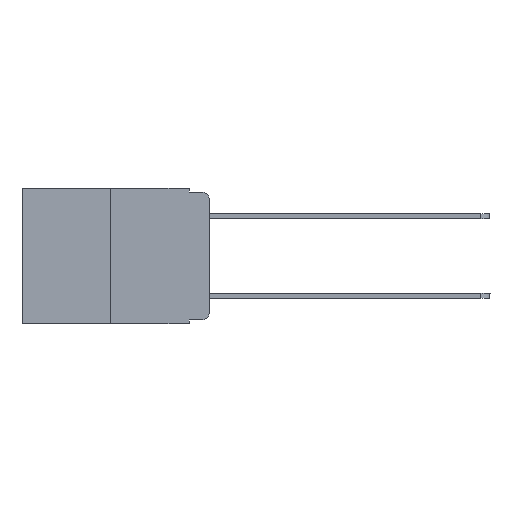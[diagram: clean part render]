
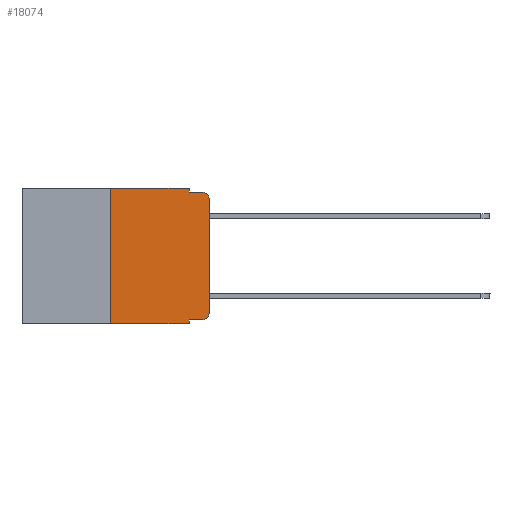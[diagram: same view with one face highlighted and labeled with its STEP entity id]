
A CAD part, left-side view. The second image highlights one B-rep face of the part: STEP entity #18074.
In plain terms, the highlighted planar face has unit normal (-1, 0, 0).
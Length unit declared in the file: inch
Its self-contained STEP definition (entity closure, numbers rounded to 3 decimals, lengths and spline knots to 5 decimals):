
#238 = CARTESIAN_POINT ( 'NONE',  ( 0., 0.051, -0.01 ) ) ;
#280 = EDGE_CURVE ( 'NONE', #11596, #7854, #14230, .T. ) ;
#477 = VECTOR ( 'NONE', #3005, 39.37008 ) ;
#527 = DIRECTION ( 'NONE',  ( 0., 0., -1. ) ) ;
#1281 = CARTESIAN_POINT ( 'NONE',  ( 0., 0.051, -0.333 ) ) ;
#1304 = ORIENTED_EDGE ( 'NONE', *, *, #21224, .F. ) ;
#1681 = ORIENTED_EDGE ( 'NONE', *, *, #9361, .T. ) ;
#1855 = CARTESIAN_POINT ( 'NONE',  ( 0., 0.473, -0.343 ) ) ;
#1960 = LINE ( 'NONE', #1855, #21227 ) ;
#2055 = DIRECTION ( 'NONE',  ( 0., -1., 0. ) ) ;
#2061 = CIRCLE ( 'NONE', #18378, 0.02 ) ;
#2235 = DIRECTION ( 'NONE',  ( 0., 0., -1. ) ) ;
#2416 = CARTESIAN_POINT ( 'NONE',  ( 0., 0.25, 0. ) ) ;
#2762 = LINE ( 'NONE', #1281, #17699 ) ;
#3005 = DIRECTION ( 'NONE',  ( 0., -1., 0. ) ) ;
#3251 = CARTESIAN_POINT ( 'NONE',  ( 0., 0., -0.03 ) ) ;
#4050 = FACE_OUTER_BOUND ( 'NONE', #13959, .T. ) ;
#4367 = LINE ( 'NONE', #18557, #477 ) ;
#4419 = VERTEX_POINT ( 'NONE', #5178 ) ;
#4503 = LINE ( 'NONE', #9723, #11161 ) ;
#4958 = ORIENTED_EDGE ( 'NONE', *, *, #280, .F. ) ;
#5178 = CARTESIAN_POINT ( 'NONE',  ( 0., 0.051, 0. ) ) ;
#5247 = VECTOR ( 'NONE', #14672, 39.37008 ) ;
#5556 = EDGE_CURVE ( 'NONE', #15148, #18895, #2061, .T. ) ;
#6009 = EDGE_CURVE ( 'NONE', #11596, #8426, #1960, .T. ) ;
#6453 = DIRECTION ( 'NONE',  ( -1., 0., 0. ) ) ;
#6893 = VECTOR ( 'NONE', #7451, 39.37008 ) ;
#7116 = LINE ( 'NONE', #9156, #6893 ) ;
#7451 = DIRECTION ( 'NONE',  ( 0., 0., -1. ) ) ;
#7743 = EDGE_CURVE ( 'NONE', #7854, #4419, #4367, .T. ) ;
#7854 = VERTEX_POINT ( 'NONE', #17184 ) ;
#8358 = DIRECTION ( 'NONE',  ( 0., 0., -1. ) ) ;
#8426 = VERTEX_POINT ( 'NONE', #21906 ) ;
#8918 = ORIENTED_EDGE ( 'NONE', *, *, #11280, .T. ) ;
#9156 = CARTESIAN_POINT ( 'NONE',  ( 0., 0.051, 0. ) ) ;
#9361 = EDGE_CURVE ( 'NONE', #17742, #15148, #15013, .T. ) ;
#9417 = CARTESIAN_POINT ( 'NONE',  ( 0., 0.051, -0.333 ) ) ;
#9658 = CARTESIAN_POINT ( 'NONE',  ( 0., 0.25, -0.343 ) ) ;
#9703 = ORIENTED_EDGE ( 'NONE', *, *, #7743, .F. ) ;
#9723 = CARTESIAN_POINT ( 'NONE',  ( 0., 0.051, 0. ) ) ;
#9868 = CARTESIAN_POINT ( 'NONE',  ( 0., 0.02, -0.01 ) ) ;
#10086 = DIRECTION ( 'NONE',  ( -1., 0., 0. ) ) ;
#10170 = AXIS2_PLACEMENT_3D ( 'NONE', #18718, #10086, #527 ) ;
#11161 = VECTOR ( 'NONE', #8358, 39.37008 ) ;
#11280 = EDGE_CURVE ( 'NONE', #18851, #14014, #2762, .T. ) ;
#11596 = VERTEX_POINT ( 'NONE', #9658 ) ;
#12168 = LINE ( 'NONE', #238, #15297 ) ;
#13197 = CARTESIAN_POINT ( 'NONE',  ( 0., 0., 0. ) ) ;
#13539 = CARTESIAN_POINT ( 'NONE',  ( 0., 0.051, -0.01 ) ) ;
#13730 = ORIENTED_EDGE ( 'NONE', *, *, #18105, .F. ) ;
#13795 = AXIS2_PLACEMENT_3D ( 'NONE', #17449, #21312, #2235 ) ;
#13959 = EDGE_LOOP ( 'NONE', ( #1681, #17331, #1304, #15541, #9703, #4958, #15368, #13730, #8918, #14442 ) ) ;
#14014 = VERTEX_POINT ( 'NONE', #15177 ) ;
#14230 = LINE ( 'NONE', #2416, #16871 ) ;
#14442 = ORIENTED_EDGE ( 'NONE', *, *, #18054, .T. ) ;
#14514 = CIRCLE ( 'NONE', #10170, 0.02 ) ;
#14672 = DIRECTION ( 'NONE',  ( 0., 0., 1. ) ) ;
#15013 = LINE ( 'NONE', #13197, #5247 ) ;
#15146 = EDGE_CURVE ( 'NONE', #4419, #19705, #4503, .T. ) ;
#15148 = VERTEX_POINT ( 'NONE', #3251 ) ;
#15177 = CARTESIAN_POINT ( 'NONE',  ( 0., 0.02, -0.333 ) ) ;
#15297 = VECTOR ( 'NONE', #2055, 39.37008 ) ;
#15368 = ORIENTED_EDGE ( 'NONE', *, *, #6009, .T. ) ;
#15541 = ORIENTED_EDGE ( 'NONE', *, *, #15146, .F. ) ;
#15814 = DIRECTION ( 'NONE',  ( 0., 0., 1. ) ) ;
#16871 = VECTOR ( 'NONE', #15814, 39.37008 ) ;
#17184 = CARTESIAN_POINT ( 'NONE',  ( 0., 0.25, 0. ) ) ;
#17331 = ORIENTED_EDGE ( 'NONE', *, *, #5556, .T. ) ;
#17449 = CARTESIAN_POINT ( 'NONE',  ( 0., 0.473, 0. ) ) ;
#17699 = VECTOR ( 'NONE', #22073, 39.37008 ) ;
#17742 = VERTEX_POINT ( 'NONE', #18039 ) ;
#18039 = CARTESIAN_POINT ( 'NONE',  ( 0., 0., -0.313 ) ) ;
#18054 = EDGE_CURVE ( 'NONE', #14014, #17742, #14514, .T. ) ;
#18074 = ADVANCED_FACE ( 'NONE', ( #4050 ), #21424, .F. ) ;
#18105 = EDGE_CURVE ( 'NONE', #18851, #8426, #7116, .T. ) ;
#18378 = AXIS2_PLACEMENT_3D ( 'NONE', #22016, #6453, #18821 ) ;
#18557 = CARTESIAN_POINT ( 'NONE',  ( 0., 0.473, 0. ) ) ;
#18718 = CARTESIAN_POINT ( 'NONE',  ( 0., 0.02, -0.313 ) ) ;
#18821 = DIRECTION ( 'NONE',  ( 0., 0., -1. ) ) ;
#18851 = VERTEX_POINT ( 'NONE', #9417 ) ;
#18895 = VERTEX_POINT ( 'NONE', #9868 ) ;
#19705 = VERTEX_POINT ( 'NONE', #13539 ) ;
#21146 = DIRECTION ( 'NONE',  ( 0., -1., 0. ) ) ;
#21224 = EDGE_CURVE ( 'NONE', #19705, #18895, #12168, .T. ) ;
#21227 = VECTOR ( 'NONE', #21146, 39.37008 ) ;
#21312 = DIRECTION ( 'NONE',  ( 1., 0., 0. ) ) ;
#21424 = PLANE ( 'NONE',  #13795 ) ;
#21906 = CARTESIAN_POINT ( 'NONE',  ( 0., 0.051, -0.343 ) ) ;
#22016 = CARTESIAN_POINT ( 'NONE',  ( 0., 0.02, -0.03 ) ) ;
#22073 = DIRECTION ( 'NONE',  ( 0., -1., 0. ) ) ;
